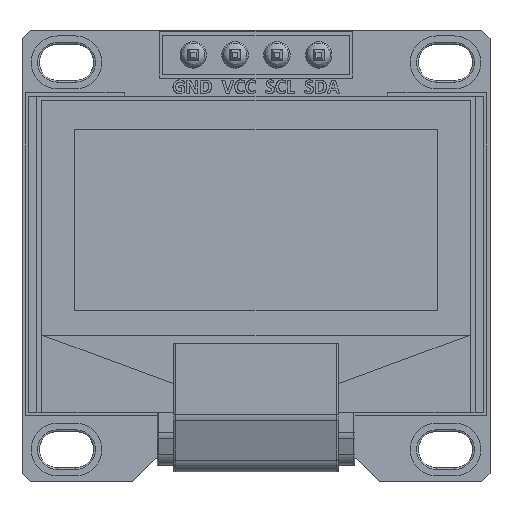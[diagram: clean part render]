
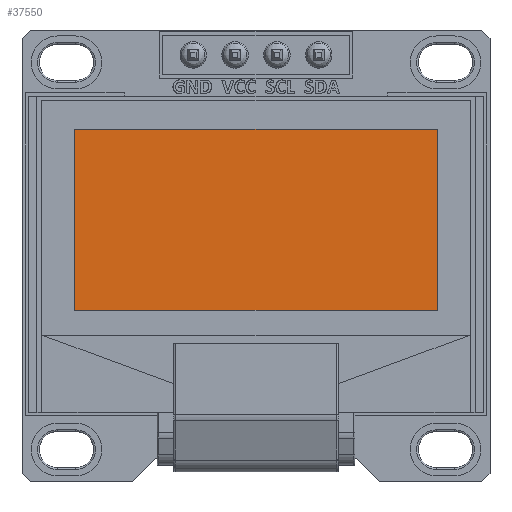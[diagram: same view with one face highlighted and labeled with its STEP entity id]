
A CAD part, top view. The second image highlights one B-rep face of the part: STEP entity #37550.
In plain terms, the highlighted planar face has unit normal (0, 0, 1).
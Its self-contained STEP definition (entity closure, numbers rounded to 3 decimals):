
#6305=FACE_OUTER_BOUND('',#8512,.T.);
#8512=EDGE_LOOP('',(#33049,#33050,#33051,#33052));
#11778=LINE('',#68489,#15302);
#11780=LINE('',#68493,#15304);
#11782=LINE('',#68497,#15306);
#11784=LINE('',#68500,#15308);
#15302=VECTOR('',#45179,1000.);
#15304=VECTOR('',#45183,1000.);
#15306=VECTOR('',#45187,1000.);
#15308=VECTOR('',#45191,1000.);
#18751=VERTEX_POINT('',#68486);
#18752=VERTEX_POINT('',#68488);
#18753=VERTEX_POINT('',#68492);
#18754=VERTEX_POINT('',#68496);
#23594=EDGE_CURVE('',#18752,#18751,#11778,.T.);
#23596=EDGE_CURVE('',#18753,#18752,#11780,.T.);
#23598=EDGE_CURVE('',#18754,#18753,#11782,.T.);
#23600=EDGE_CURVE('',#18751,#18754,#11784,.T.);
#33049=ORIENTED_EDGE('',*,*,#23594,.T.);
#33050=ORIENTED_EDGE('',*,*,#23600,.T.);
#33051=ORIENTED_EDGE('',*,*,#23598,.T.);
#33052=ORIENTED_EDGE('',*,*,#23596,.T.);
#35665=PLANE('',#39481);
#37550=ADVANCED_FACE('',(#6305),#35665,.T.);
#39481=AXIS2_PLACEMENT_3D('',#68501,#45192,#45193);
#45179=DIRECTION('',(0.,-1.,0.));
#45183=DIRECTION('',(-1.,0.,0.));
#45187=DIRECTION('',(0.,1.,0.));
#45191=DIRECTION('',(1.,0.,0.));
#45192=DIRECTION('center_axis',(0.,0.,1.));
#45193=DIRECTION('ref_axis',(1.,0.,0.));
#68486=CARTESIAN_POINT('',(-11.,-3.3,2.899));
#68488=CARTESIAN_POINT('',(-11.,7.7,2.899));
#68489=CARTESIAN_POINT('',(-11.,7.7,2.899));
#68492=CARTESIAN_POINT('',(11.,7.7,2.899));
#68493=CARTESIAN_POINT('',(-11.,7.7,2.899));
#68496=CARTESIAN_POINT('',(11.,-3.3,2.899));
#68497=CARTESIAN_POINT('',(11.,7.7,2.899));
#68500=CARTESIAN_POINT('',(-11.,-3.3,2.899));
#68501=CARTESIAN_POINT('Origin',(0.,0.,2.899));
